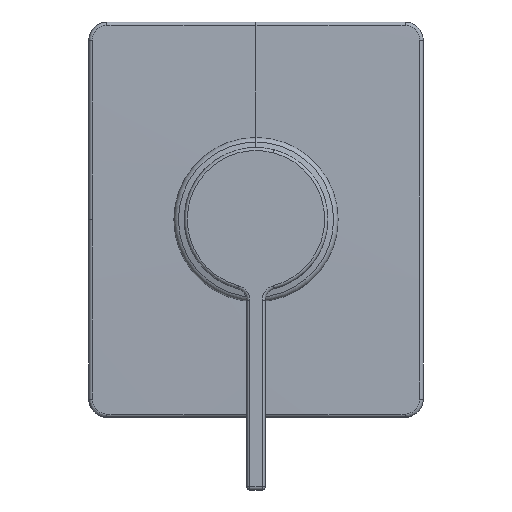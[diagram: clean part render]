
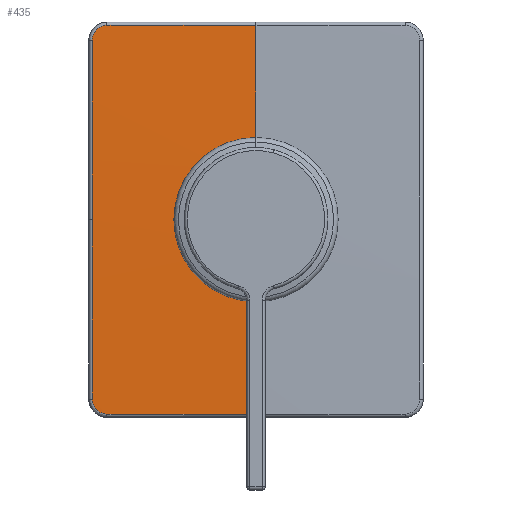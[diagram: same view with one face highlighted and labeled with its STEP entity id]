
A CAD part, top view. The second image highlights one B-rep face of the part: STEP entity #435.
In plain terms, the highlighted spherical face has radius 4000 mm.
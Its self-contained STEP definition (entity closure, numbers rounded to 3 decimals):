
#28 = CARTESIAN_POINT ( 'NONE',  ( 60.973, 113.202, 28.038 ) ) ;
#136 = DIRECTION ( 'NONE',  ( 0., 0., -1. ) ) ;
#137 = DIRECTION ( 'NONE',  ( -1., 0., 0. ) ) ;
#179 = CARTESIAN_POINT ( 'NONE',  ( 114.895, 187.877, -3968.829 ) ) ;
#193 = DIRECTION ( 'NONE',  ( 0., 1., 0. ) ) ;
#255 = DIRECTION ( 'NONE',  ( 1., 0., -0.017 ) ) ;
#411 = VERTEX_POINT ( 'NONE', #2658 ) ;
#435 = ADVANCED_FACE ( 'NONE', ( #1978 ), #468, .T. ) ;
#452 = DIRECTION ( 'NONE',  ( 0., 0.017, -1. ) ) ;
#455 = DIRECTION ( 'NONE',  ( 1., 0., -0.017 ) ) ;
#468 = SPHERICAL_SURFACE ( 'NONE', #3411, 4000. ) ;
#554 = CARTESIAN_POINT ( 'NONE',  ( 114.895, 27.187, 28.746 ) ) ;
#579 = CARTESIAN_POINT ( 'NONE',  ( 114.895, 81.187, 28.746 ) ) ;
#596 = VERTEX_POINT ( 'NONE', #1767 ) ;
#625 = EDGE_CURVE ( 'NONE', #3188, #1663, #3099, .T. ) ;
#686 = AXIS2_PLACEMENT_3D ( 'NONE', #1864, #255, #2144 ) ;
#699 = EDGE_LOOP ( 'NONE', ( #1180, #2568, #1129, #3167, #2744, #925, #2216, #1568, #3140 ) ) ;
#825 = VERTEX_POINT ( 'NONE', #1364 ) ;
#832 = CARTESIAN_POINT ( 'NONE',  ( 64.586, 118.112, 28.01 ) ) ;
#896 = CARTESIAN_POINT ( 'NONE',  ( 114.895, -79.503, -3968.829 ) ) ;
#925 = ORIENTED_EDGE ( 'NONE', *, *, #1943, .T. ) ;
#970 = CARTESIAN_POINT ( 'NONE',  ( 60.973, -4.828, 28.038 ) ) ;
#989 = DIRECTION ( 'NONE',  ( -1., 0., 0. ) ) ;
#1025 = B_SPLINE_CURVE_WITH_KNOTS ( 'NONE', 3,
 ( #970, #2599, #1227, #3146, #1498, #3443 ),
 .UNSPECIFIED., .F., .F.,
 ( 4, 2, 4 ),
 ( 0., 0.5, 1. ),
 .UNSPECIFIED. ) ;
#1125 = CIRCLE ( 'NONE', #2276, 3998.087 ) ;
#1129 = ORIENTED_EDGE ( 'NONE', *, *, #2584, .F. ) ;
#1158 = DIRECTION ( 'NONE',  ( 0., 0.017, 1. ) ) ;
#1180 = ORIENTED_EDGE ( 'NONE', *, *, #3187, .T. ) ;
#1227 = CARTESIAN_POINT ( 'NONE',  ( 61.506, -7.396, 28.007 ) ) ;
#1354 = CARTESIAN_POINT ( 'NONE',  ( 63.314, 117.579, 28.002 ) ) ;
#1364 = CARTESIAN_POINT ( 'NONE',  ( 60.98, 54.187, 28.474 ) ) ;
#1372 = CARTESIAN_POINT ( 'NONE',  ( 114.895, 54.187, 28.746 ) ) ;
#1394 = EDGE_CURVE ( 'NONE', #825, #411, #1125, .T. ) ;
#1430 = CARTESIAN_POINT ( 'NONE',  ( 65.882, -9.738, 28.026 ) ) ;
#1472 = CIRCLE ( 'NONE', #2359, 27. ) ;
#1498 = CARTESIAN_POINT ( 'NONE',  ( 64.586, -9.738, 28.01 ) ) ;
#1512 = CARTESIAN_POINT ( 'NONE',  ( 114.895, 54.187, -3971.163 ) ) ;
#1568 = ORIENTED_EDGE ( 'NONE', *, *, #1394, .T. ) ;
#1587 = B_SPLINE_CURVE_WITH_KNOTS ( 'NONE', 3,
 ( #2732, #832, #1354, #3286, #1623, #28 ),
 .UNSPECIFIED., .F., .F.,
 ( 4, 2, 4 ),
 ( 0., 0.5, 1. ),
 .UNSPECIFIED. ) ;
#1623 = CARTESIAN_POINT ( 'NONE',  ( 60.972, 114.499, 28.019 ) ) ;
#1644 = DIRECTION ( 'NONE',  ( -1., 0., 0. ) ) ;
#1658 = EDGE_CURVE ( 'NONE', #411, #2339, #1025, .T. ) ;
#1663 = VERTEX_POINT ( 'NONE', #3116 ) ;
#1689 = CARTESIAN_POINT ( 'NONE',  ( 114.895, -9.732, 28.326 ) ) ;
#1738 = DIRECTION ( 'NONE',  ( 1., 0., 0. ) ) ;
#1739 = CARTESIAN_POINT ( 'NONE',  ( 114.895, 54.187, -3971.163 ) ) ;
#1767 = CARTESIAN_POINT ( 'NONE',  ( 60.973, 113.202, 28.038 ) ) ;
#1864 = CARTESIAN_POINT ( 'NONE',  ( -8.796, 54.187, -3969.004 ) ) ;
#1943 = EDGE_CURVE ( 'NONE', #1663, #596, #1587, .T. ) ;
#1970 = CARTESIAN_POINT ( 'NONE',  ( 114.895, 118.107, 28.326 ) ) ;
#1978 = FACE_OUTER_BOUND ( 'NONE', #699, .T. ) ;
#1999 = CIRCLE ( 'NONE', #3359, 4000. ) ;
#2023 = DIRECTION ( 'NONE',  ( 0., -1., 0. ) ) ;
#2060 = DIRECTION ( 'NONE',  ( 0., -1., -0.017 ) ) ;
#2064 = CARTESIAN_POINT ( 'NONE',  ( -8.796, 54.187, -3969.004 ) ) ;
#2129 = CIRCLE ( 'NONE', #2809, 4000. ) ;
#2144 = DIRECTION ( 'NONE',  ( -0.017, 0., -1. ) ) ;
#2190 = VERTEX_POINT ( 'NONE', #579 ) ;
#2216 = ORIENTED_EDGE ( 'NONE', *, *, #2885, .T. ) ;
#2276 = AXIS2_PLACEMENT_3D ( 'NONE', #2064, #455, #2340 ) ;
#2339 = VERTEX_POINT ( 'NONE', #1430 ) ;
#2340 = DIRECTION ( 'NONE',  ( -0.017, 0., -1. ) ) ;
#2359 = AXIS2_PLACEMENT_3D ( 'NONE', #1372, #3307, #1644 ) ;
#2413 = EDGE_CURVE ( 'NONE', #3188, #2190, #1999, .T. ) ;
#2524 = VERTEX_POINT ( 'NONE', #554 ) ;
#2568 = ORIENTED_EDGE ( 'NONE', *, *, #3402, .T. ) ;
#2584 = EDGE_CURVE ( 'NONE', #2190, #2524, #1472, .T. ) ;
#2595 = AXIS2_PLACEMENT_3D ( 'NONE', #179, #2060, #452 ) ;
#2599 = CARTESIAN_POINT ( 'NONE',  ( 60.972, -6.124, 28.019 ) ) ;
#2658 = CARTESIAN_POINT ( 'NONE',  ( 60.973, -4.828, 28.038 ) ) ;
#2712 = VERTEX_POINT ( 'NONE', #1689 ) ;
#2732 = CARTESIAN_POINT ( 'NONE',  ( 65.882, 118.112, 28.026 ) ) ;
#2744 = ORIENTED_EDGE ( 'NONE', *, *, #625, .T. ) ;
#2809 = AXIS2_PLACEMENT_3D ( 'NONE', #1739, #137, #2023 ) ;
#2813 = DIRECTION ( 'NONE',  ( 0., 1., -0.017 ) ) ;
#2885 = EDGE_CURVE ( 'NONE', #596, #825, #2975, .T. ) ;
#2975 = CIRCLE ( 'NONE', #686, 3998.087 ) ;
#3099 = CIRCLE ( 'NONE', #2595, 3997.765 ) ;
#3116 = CARTESIAN_POINT ( 'NONE',  ( 65.882, 118.112, 28.026 ) ) ;
#3140 = ORIENTED_EDGE ( 'NONE', *, *, #1658, .T. ) ;
#3146 = CARTESIAN_POINT ( 'NONE',  ( 63.317, -9.206, 28.002 ) ) ;
#3167 = ORIENTED_EDGE ( 'NONE', *, *, #2413, .F. ) ;
#3187 = EDGE_CURVE ( 'NONE', #2339, #2712, #3290, .T. ) ;
#3188 = VERTEX_POINT ( 'NONE', #1970 ) ;
#3286 = CARTESIAN_POINT ( 'NONE',  ( 61.504, 115.767, 28.007 ) ) ;
#3290 = CIRCLE ( 'NONE', #3431, 3997.765 ) ;
#3307 = DIRECTION ( 'NONE',  ( 0., 0., 1. ) ) ;
#3359 = AXIS2_PLACEMENT_3D ( 'NONE', #3399, #1738, #136 ) ;
#3399 = CARTESIAN_POINT ( 'NONE',  ( 114.895, 54.187, -3971.163 ) ) ;
#3402 = EDGE_CURVE ( 'NONE', #2712, #2524, #2129, .T. ) ;
#3411 = AXIS2_PLACEMENT_3D ( 'NONE', #1512, #989, #193 ) ;
#3431 = AXIS2_PLACEMENT_3D ( 'NONE', #896, #2813, #1158 ) ;
#3443 = CARTESIAN_POINT ( 'NONE',  ( 65.882, -9.738, 28.026 ) ) ;
